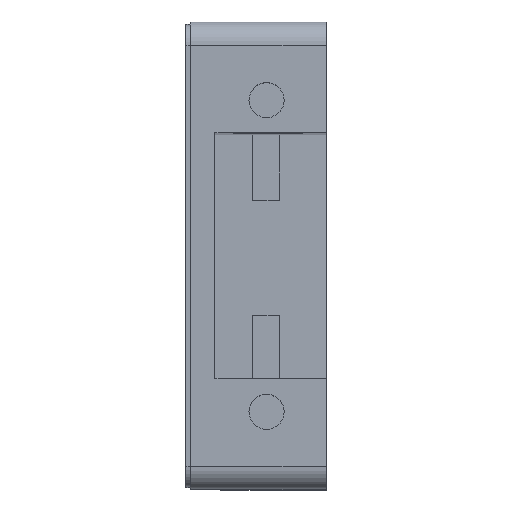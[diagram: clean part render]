
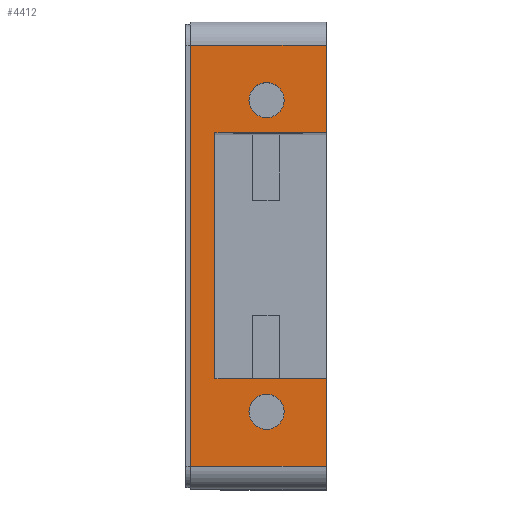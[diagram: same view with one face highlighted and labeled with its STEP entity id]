
A CAD part, top view. The second image highlights one B-rep face of the part: STEP entity #4412.
In plain terms, the highlighted planar face has unit normal (0, 0, 1).
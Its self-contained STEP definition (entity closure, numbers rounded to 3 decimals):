
#44=FACE_BOUND('',#483,.T.);
#45=FACE_BOUND('',#484,.T.);
#81=PLANE('',#4705);
#240=FACE_OUTER_BOUND('',#482,.T.);
#482=EDGE_LOOP('',(#3114,#3115,#3116,#3117,#3118,#3119,#3120,#3121));
#483=EDGE_LOOP('',(#3122));
#484=EDGE_LOOP('',(#3123));
#759=LINE('',#6410,#1243);
#763=LINE('',#6418,#1247);
#817=LINE('',#6619,#1301);
#818=LINE('',#6621,#1302);
#819=LINE('',#6622,#1303);
#820=LINE('',#6624,#1304);
#821=LINE('',#6626,#1305);
#822=LINE('',#6627,#1306);
#1243=VECTOR('',#5105,10.);
#1247=VECTOR('',#5109,10.);
#1301=VECTOR('',#5239,10.);
#1302=VECTOR('',#5240,10.);
#1303=VECTOR('',#5241,2.);
#1304=VECTOR('',#5242,10.);
#1305=VECTOR('',#5243,10.);
#1306=VECTOR('',#5244,10.);
#1748=CIRCLE('',#4706,1.5);
#1749=CIRCLE('',#4707,1.5);
#1892=VERTEX_POINT('',#6407);
#1893=VERTEX_POINT('',#6409);
#1896=VERTEX_POINT('',#6415);
#1897=VERTEX_POINT('',#6417);
#1982=VERTEX_POINT('',#6618);
#1983=VERTEX_POINT('',#6620);
#1984=VERTEX_POINT('',#6623);
#1985=VERTEX_POINT('',#6625);
#1986=VERTEX_POINT('',#6628);
#1987=VERTEX_POINT('',#6630);
#2334=EDGE_CURVE('',#1893,#1892,#759,.T.);
#2338=EDGE_CURVE('',#1896,#1897,#763,.T.);
#2429=EDGE_CURVE('',#1982,#1892,#817,.T.);
#2430=EDGE_CURVE('',#1983,#1982,#818,.T.);
#2431=EDGE_CURVE('',#1897,#1983,#819,.T.);
#2432=EDGE_CURVE('',#1896,#1984,#820,.T.);
#2433=EDGE_CURVE('',#1984,#1985,#821,.T.);
#2434=EDGE_CURVE('',#1985,#1893,#822,.T.);
#2435=EDGE_CURVE('',#1986,#1986,#1748,.T.);
#2436=EDGE_CURVE('',#1987,#1987,#1749,.T.);
#3114=ORIENTED_EDGE('',*,*,#2334,.T.);
#3115=ORIENTED_EDGE('',*,*,#2429,.F.);
#3116=ORIENTED_EDGE('',*,*,#2430,.F.);
#3117=ORIENTED_EDGE('',*,*,#2431,.F.);
#3118=ORIENTED_EDGE('',*,*,#2338,.F.);
#3119=ORIENTED_EDGE('',*,*,#2432,.T.);
#3120=ORIENTED_EDGE('',*,*,#2433,.T.);
#3121=ORIENTED_EDGE('',*,*,#2434,.T.);
#3122=ORIENTED_EDGE('',*,*,#2435,.T.);
#3123=ORIENTED_EDGE('',*,*,#2436,.T.);
#4412=ADVANCED_FACE('',(#240,#44,#45),#81,.T.);
#4705=AXIS2_PLACEMENT_3D('',#6617,#5237,#5238);
#4706=AXIS2_PLACEMENT_3D('',#6629,#5245,#5246);
#4707=AXIS2_PLACEMENT_3D('',#6631,#5247,#5248);
#5105=DIRECTION('',(0.,1.,0.));
#5109=DIRECTION('',(0.,-1.,0.));
#5237=DIRECTION('center_axis',(0.,0.,1.));
#5238=DIRECTION('ref_axis',(1.,0.,0.));
#5239=DIRECTION('',(1.,0.,0.));
#5240=DIRECTION('',(0.,1.,0.));
#5241=DIRECTION('',(-1.,0.,0.));
#5242=DIRECTION('',(-1.,0.,0.));
#5243=DIRECTION('',(0.,1.,0.));
#5244=DIRECTION('',(1.,0.,0.));
#5245=DIRECTION('center_axis',(0.,0.,-1.));
#5246=DIRECTION('ref_axis',(-1.,0.,0.));
#5247=DIRECTION('center_axis',(0.,0.,-1.));
#5248=DIRECTION('ref_axis',(-1.,0.,0.));
#6407=CARTESIAN_POINT('',(0.,-130.733,-7.296));
#6409=CARTESIAN_POINT('',(0.,-138.204,-7.296));
#6410=CARTESIAN_POINT('',(0.,-148.704,-7.296));
#6415=CARTESIAN_POINT('',(0.,-159.204,-7.296));
#6417=CARTESIAN_POINT('',(0.,-166.674,-7.296));
#6418=CARTESIAN_POINT('',(0.,-148.704,-7.296));
#6617=CARTESIAN_POINT('Origin',(6.985,-148.704,-7.296));
#6618=CARTESIAN_POINT('',(-11.6,-130.733,-7.296));
#6619=CARTESIAN_POINT('',(7.007,-130.733,-7.296));
#6620=CARTESIAN_POINT('',(-11.6,-166.674,-7.296));
#6621=CARTESIAN_POINT('',(-11.6,-148.704,-7.296));
#6622=CARTESIAN_POINT('',(7.007,-166.674,-7.296));
#6623=CARTESIAN_POINT('',(-9.5,-159.204,-7.296));
#6624=CARTESIAN_POINT('',(-0.757,-159.204,-7.296));
#6625=CARTESIAN_POINT('',(-9.5,-138.204,-7.296));
#6626=CARTESIAN_POINT('',(-9.5,-153.954,-7.296));
#6627=CARTESIAN_POINT('',(-1.757,-138.204,-7.296));
#6628=CARTESIAN_POINT('',(-3.6,-162.004,-7.296));
#6629=CARTESIAN_POINT('Origin',(-5.1,-162.004,-7.296));
#6630=CARTESIAN_POINT('',(-3.6,-135.404,-7.296));
#6631=CARTESIAN_POINT('Origin',(-5.1,-135.404,-7.296));
